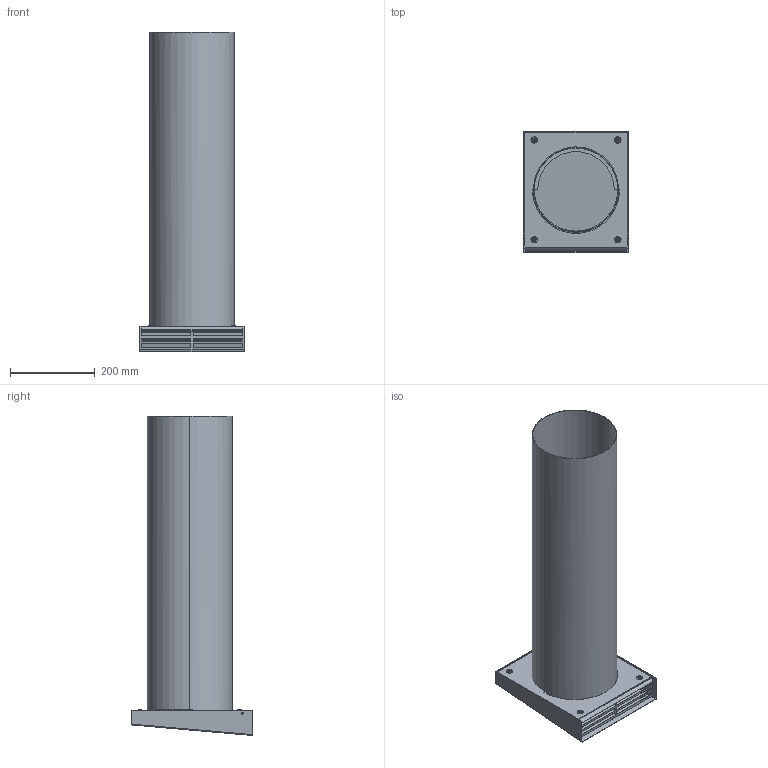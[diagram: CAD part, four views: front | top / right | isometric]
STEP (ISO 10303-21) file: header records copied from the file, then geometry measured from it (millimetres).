
FILE_DESCRIPTION(('Creo Elements/Direct Modeling STEP Export'),'2;1');
FILE_NAME('0095.0216_PP60KA-SRL.stp','2017-07-21T14:41:42',(''),(''),'PTC Creo Elements/Direct Modeling STEP processor for AP214 (Solid Model)','PTC Creo Elements/Direct Modeling 19.0C 15-Aug-2015 (C) Parametric Technology GmbH','');
FILE_SCHEMA(('AUTOMOTIVE_DESIGN { 1 0 10303 214 1 1 1 1 }'));
Length unit declared in the file: millimetre
Products named in the file (4): Wandblech; Haube; Rohr; 0095.0216_PP60KA-SRL
Assembly tree (3 placements, depth 2):
  0095.0216_PP60KA-SRL
    Rohr
    Haube
    Wandblech
Bounding box: 249.4 x 287 x 750.99 mm (x, y, z)
Volume: 944672.4 mm3; surface area: 1204704.3 mm2
Topology: 3 solids, 3 shells, 281 faces, 759 edges, 493 vertices
Faces by surface type: plane 135, cylinder 108, torus 32, bspline 6
Entity records: 9039 total; most frequent: CARTESIAN_POINT 1891, ORIENTED_EDGE 1518, DIRECTION 1444, EDGE_CURVE 759, AXIS2_PLACEMENT_3D 505, VERTEX_POINT 493, VECTOR 434, LINE 434
